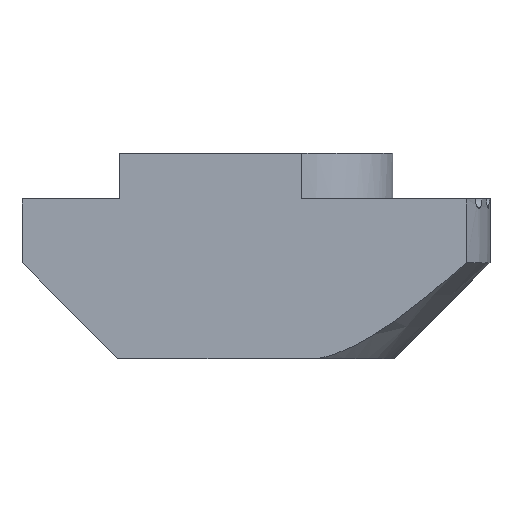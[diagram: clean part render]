
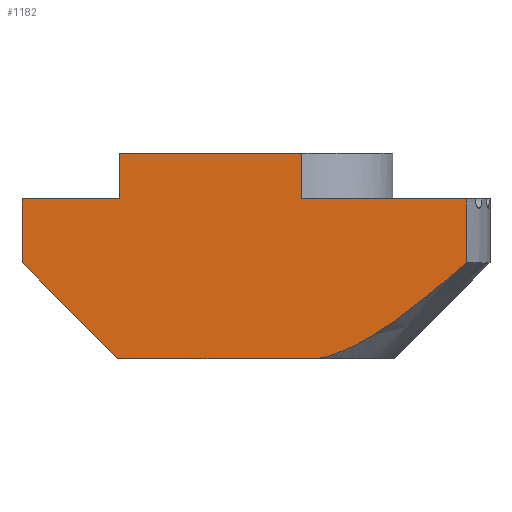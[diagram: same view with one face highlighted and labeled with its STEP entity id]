
A CAD part, front view. The second image highlights one B-rep face of the part: STEP entity #1182.
In plain terms, the highlighted planar face has unit normal (0, -1, 0).
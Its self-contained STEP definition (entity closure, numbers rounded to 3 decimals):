
#22=(
BOUNDED_CURVE()
B_SPLINE_CURVE(2,(#3205,#3206,#3207),.UNSPECIFIED.,.F.,.F.)
B_SPLINE_CURVE_WITH_KNOTS((3,3),(0.212,0.746),
 .UNSPECIFIED.)
CURVE()
GEOMETRIC_REPRESENTATION_ITEM()
RATIONAL_B_SPLINE_CURVE((1.155,1.272,1.))
REPRESENTATION_ITEM('')
);
#47=PLANE('',#1299);
#108=FACE_OUTER_BOUND('',#173,.T.);
#173=EDGE_LOOP('',(#1048,#1049,#1050,#1051,#1052,#1053,#1054,#1055,#1056,
#1057));
#281=LINE('',#2845,#372);
#287=LINE('',#2868,#378);
#290=LINE('',#2919,#381);
#328=LINE('',#3148,#419);
#335=LINE('',#3166,#426);
#345=LINE('',#3190,#436);
#351=LINE('',#3216,#442);
#353=LINE('',#3221,#444);
#354=LINE('',#3222,#445);
#372=VECTOR('',#1371,10.);
#378=VECTOR('',#1389,10.);
#381=VECTOR('',#1400,10.);
#419=VECTOR('',#1508,10.);
#426=VECTOR('',#1535,10.);
#436=VECTOR('',#1565,10.);
#442=VECTOR('',#1585,10.);
#444=VECTOR('',#1591,10.);
#445=VECTOR('',#1592,10.);
#481=VERTEX_POINT('',#2834);
#486=VERTEX_POINT('',#2843);
#497=VERTEX_POINT('',#2866);
#498=VERTEX_POINT('',#2871);
#548=VERTEX_POINT('',#3145);
#549=VERTEX_POINT('',#3147);
#554=VERTEX_POINT('',#3189);
#558=VERTEX_POINT('',#3203);
#559=VERTEX_POINT('',#3204);
#561=VERTEX_POINT('',#3215);
#619=EDGE_CURVE('',#486,#481,#281,.T.);
#630=EDGE_CURVE('',#497,#486,#287,.T.);
#638=EDGE_CURVE('',#498,#481,#290,.T.);
#700=EDGE_CURVE('',#548,#549,#328,.T.);
#710=EDGE_CURVE('',#497,#549,#335,.F.);
#722=EDGE_CURVE('',#554,#498,#345,.F.);
#728=EDGE_CURVE('',#558,#559,#22,.T.);
#733=EDGE_CURVE('',#561,#559,#351,.T.);
#736=EDGE_CURVE('',#561,#548,#353,.T.);
#737=EDGE_CURVE('',#558,#554,#354,.T.);
#1048=ORIENTED_EDGE('',*,*,#710,.T.);
#1049=ORIENTED_EDGE('',*,*,#700,.F.);
#1050=ORIENTED_EDGE('',*,*,#736,.F.);
#1051=ORIENTED_EDGE('',*,*,#733,.T.);
#1052=ORIENTED_EDGE('',*,*,#728,.F.);
#1053=ORIENTED_EDGE('',*,*,#737,.T.);
#1054=ORIENTED_EDGE('',*,*,#722,.T.);
#1055=ORIENTED_EDGE('',*,*,#638,.T.);
#1056=ORIENTED_EDGE('',*,*,#619,.F.);
#1057=ORIENTED_EDGE('',*,*,#630,.F.);
#1182=ADVANCED_FACE('',(#108),#47,.T.);
#1299=AXIS2_PLACEMENT_3D('',#3220,#1589,#1590);
#1371=DIRECTION('',(1.,0.,0.));
#1389=DIRECTION('',(0.,0.,1.));
#1400=DIRECTION('',(0.,0.,1.));
#1508=DIRECTION('',(0.,0.,1.));
#1535=DIRECTION('',(1.,0.,0.));
#1565=DIRECTION('',(1.,0.,0.));
#1585=DIRECTION('',(1.,0.,0.));
#1589=DIRECTION('center_axis',(0.,-1.,0.));
#1590=DIRECTION('ref_axis',(1.,0.,0.));
#1591=DIRECTION('',(-0.707,0.,0.707));
#1592=DIRECTION('',(0.,0.,1.));
#2834=CARTESIAN_POINT('',(1.,-3.,4.5));
#2843=CARTESIAN_POINT('',(-3.,-3.,4.5));
#2845=CARTESIAN_POINT('',(-1.5,-3.,4.5));
#2866=CARTESIAN_POINT('',(-3.,-3.,3.5));
#2868=CARTESIAN_POINT('',(-3.,-3.,3.));
#2871=CARTESIAN_POINT('',(1.,-3.,3.5));
#2919=CARTESIAN_POINT('',(1.,-3.,3.));
#3145=CARTESIAN_POINT('',(-5.125,-3.,2.1));
#3147=CARTESIAN_POINT('',(-5.125,-3.,3.5));
#3148=CARTESIAN_POINT('',(-5.125,-3.,0.));
#3166=CARTESIAN_POINT('',(-2.563,-3.,3.5));
#3189=CARTESIAN_POINT('',(4.608,-3.,3.5));
#3190=CARTESIAN_POINT('',(-2.563,-3.,3.5));
#3203=CARTESIAN_POINT('',(4.608,-3.,2.1));
#3204=CARTESIAN_POINT('',(1.317,-3.,0.));
#3205=CARTESIAN_POINT('Ctrl Pts',(4.608,-3.,2.1));
#3206=CARTESIAN_POINT('Ctrl Pts',(2.401,-3.,0.17));
#3207=CARTESIAN_POINT('Ctrl Pts',(1.317,-3.,0.));
#3215=CARTESIAN_POINT('',(-3.025,-3.,0.));
#3216=CARTESIAN_POINT('',(-5.125,-3.,0.));
#3220=CARTESIAN_POINT('Origin',(-3.,-3.,0.));
#3221=CARTESIAN_POINT('',(-3.544,-3.,0.519));
#3222=CARTESIAN_POINT('',(4.608,-3.,0.));
